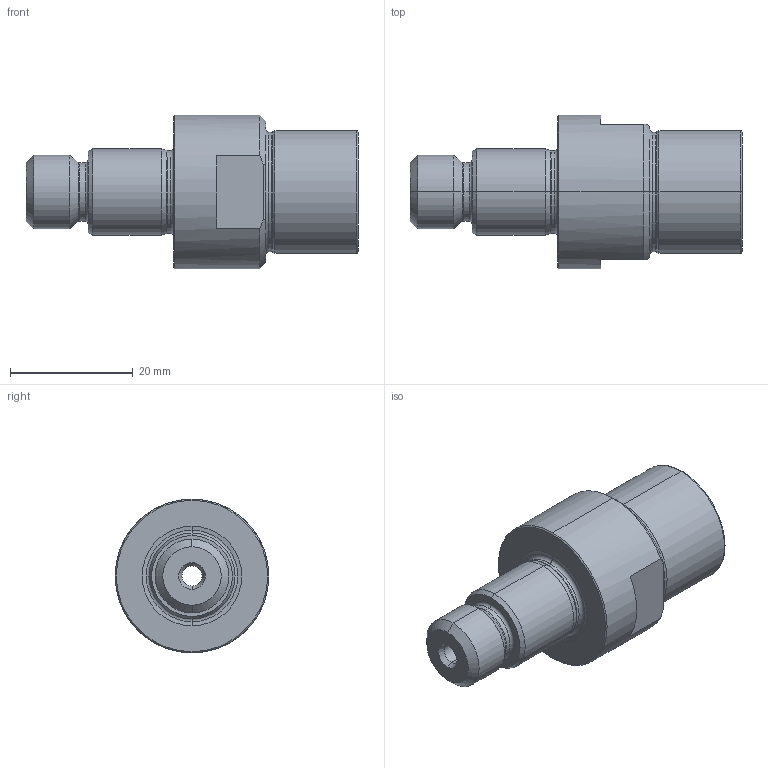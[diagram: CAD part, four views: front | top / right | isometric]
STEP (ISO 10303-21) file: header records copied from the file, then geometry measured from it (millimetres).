
FILE_DESCRIPTION (( 'STEP AP203' ), '1' );
FILE_NAME ('120.250.201C.STEP', '2018-03-13T14:48:55', ( 'SWIAdmin' ), ( 'Hewlett-Packard Company' ), 'SwSTEP 2.0', 'SolidWorks 2017', '' );
FILE_SCHEMA (( 'CONFIG_CONTROL_DESIGN' ));
Length unit declared in the file: millimetre
Products named in the file (1): 120.250.201C
Bounding box: 54 x 25 x 25 mm (x, y, z)
Volume: 12792.9 mm3; surface area: 5042.2 mm2
Topology: 1 solids, 1 shells, 82 faces, 172 edges, 97 vertices
Faces by surface type: cone 29, cylinder 22, torus 18, plane 13
Entity records: 2266 total; most frequent: DIRECTION 435, CARTESIAN_POINT 376, ORIENTED_EDGE 344, AXIS2_PLACEMENT_3D 188, EDGE_CURVE 172, CIRCLE 105, VERTEX_POINT 97, EDGE_LOOP 89
